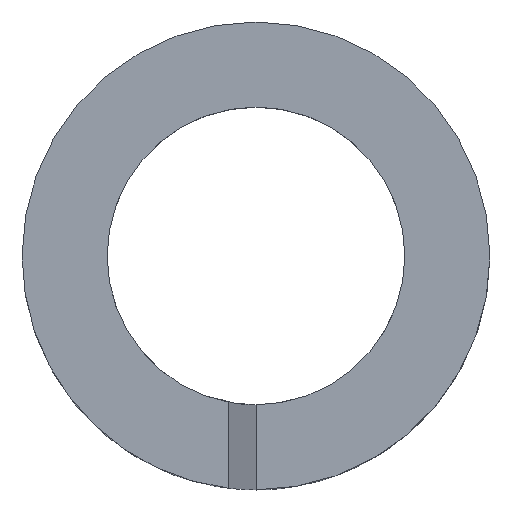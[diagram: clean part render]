
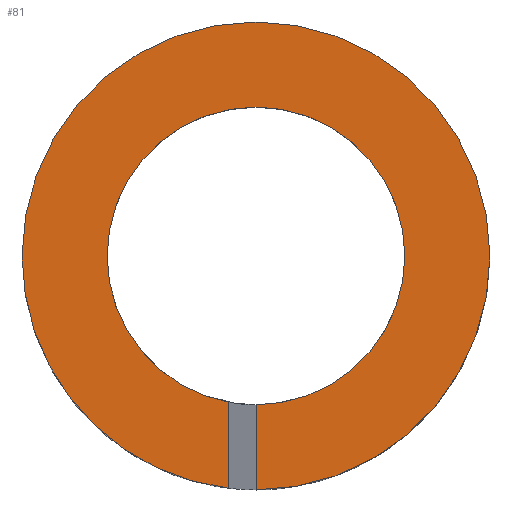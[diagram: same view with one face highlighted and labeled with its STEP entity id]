
A CAD part, top view. The second image highlights one B-rep face of the part: STEP entity #81.
In plain terms, the highlighted planar face has unit normal (0, 0, 1).
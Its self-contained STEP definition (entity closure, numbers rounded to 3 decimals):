
#81=ADVANCED_FACE('',(#98),#99,.T.);
#98=FACE_OUTER_BOUND('',#118,.T.);
#99=PLANE('',#119);
#118=EDGE_LOOP('',(#168,#169,#170,#171,#172,#173,#174,#175));
#119=AXIS2_PLACEMENT_3D('',#176,#177,#178);
#168=ORIENTED_EDGE('',*,*,#223,.T.);
#169=ORIENTED_EDGE('',*,*,#224,.T.);
#170=ORIENTED_EDGE('',*,*,#218,.T.);
#171=ORIENTED_EDGE('',*,*,#215,.T.);
#172=ORIENTED_EDGE('',*,*,#219,.T.);
#173=ORIENTED_EDGE('',*,*,#205,.F.);
#174=ORIENTED_EDGE('',*,*,#225,.F.);
#175=ORIENTED_EDGE('',*,*,#211,.F.);
#176=CARTESIAN_POINT('',(6.75,0.,3.0));
#177=DIRECTION('',(-0.0,0.,1.0));
#178=DIRECTION('',(1.0,0.0,0.0));
#205=EDGE_CURVE('',#228,#231,#232,.T.);
#211=EDGE_CURVE('',#241,#237,#243,.T.);
#215=EDGE_CURVE('',#244,#249,#251,.T.);
#218=EDGE_CURVE('',#253,#244,#256,.T.);
#219=EDGE_CURVE('',#249,#231,#257,.T.);
#223=EDGE_CURVE('',#241,#261,#263,.T.);
#224=EDGE_CURVE('',#261,#253,#264,.T.);
#225=EDGE_CURVE('',#237,#228,#265,.T.);
#228=VERTEX_POINT('',#268);
#231=VERTEX_POINT('',#272);
#232=CIRCLE('',#273,5.25);
#237=VERTEX_POINT('',#278);
#241=VERTEX_POINT('',#283);
#243=CIRCLE('',#285,5.25);
#244=VERTEX_POINT('',#286);
#249=VERTEX_POINT('',#292);
#251=CIRCLE('',#294,8.25);
#253=VERTEX_POINT('',#296);
#256=CIRCLE('',#300,8.25);
#257=LINE('',#301,#302);
#261=VERTEX_POINT('',#308);
#263=LINE('',#310,#311);
#264=CIRCLE('',#312,8.25);
#265=CIRCLE('',#313,5.25);
#268=CARTESIAN_POINT('',(-5.25,0.,3.0));
#272=CARTESIAN_POINT('',(-0.971,-5.16,3.0));
#273=AXIS2_PLACEMENT_3D('',#317,#318,#319);
#278=CARTESIAN_POINT('',(5.25,0.,3.0));
#283=CARTESIAN_POINT('',(0.0,-5.25,3.0));
#285=AXIS2_PLACEMENT_3D('',#333,#334,#335);
#286=CARTESIAN_POINT('',(-8.25,0.,3.0));
#292=CARTESIAN_POINT('',(-0.971,-8.193,3.0));
#294=AXIS2_PLACEMENT_3D('',#343,#344,#345);
#296=CARTESIAN_POINT('',(8.25,0.,3.0));
#300=AXIS2_PLACEMENT_3D('',#350,#351,#352);
#301=CARTESIAN_POINT('',(-0.971,-2.475,3.0));
#302=VECTOR('',#353,1.0);
#308=CARTESIAN_POINT('',(0.0,-8.25,3.0));
#310=CARTESIAN_POINT('',(0.0,-2.475,3.0));
#311=VECTOR('',#359,1.0);
#312=AXIS2_PLACEMENT_3D('',#360,#361,#362);
#313=AXIS2_PLACEMENT_3D('',#363,#364,#365);
#317=CARTESIAN_POINT('',(0.0,0.,3.0));
#318=DIRECTION('',(-0.0,0.,1.0));
#319=DIRECTION('',(1.0,0.0,0.0));
#333=CARTESIAN_POINT('',(0.0,0.,3.0));
#334=DIRECTION('',(-0.0,0.,1.0));
#335=DIRECTION('',(1.0,0.0,0.0));
#343=CARTESIAN_POINT('',(0.0,0.,3.0));
#344=DIRECTION('',(-0.0,0.,1.0));
#345=DIRECTION('',(1.0,0.0,0.0));
#350=CARTESIAN_POINT('',(0.0,0.,3.0));
#351=DIRECTION('',(-0.0,0.,1.0));
#352=DIRECTION('',(1.0,0.0,0.0));
#353=DIRECTION('',(0.0,1.0,0.));
#359=DIRECTION('',(0.0,-1.0,0.));
#360=CARTESIAN_POINT('',(0.0,0.,3.0));
#361=DIRECTION('',(-0.0,0.,1.0));
#362=DIRECTION('',(1.0,0.0,0.0));
#363=CARTESIAN_POINT('',(0.0,0.,3.0));
#364=DIRECTION('',(-0.0,0.,1.0));
#365=DIRECTION('',(1.0,0.0,0.0));
